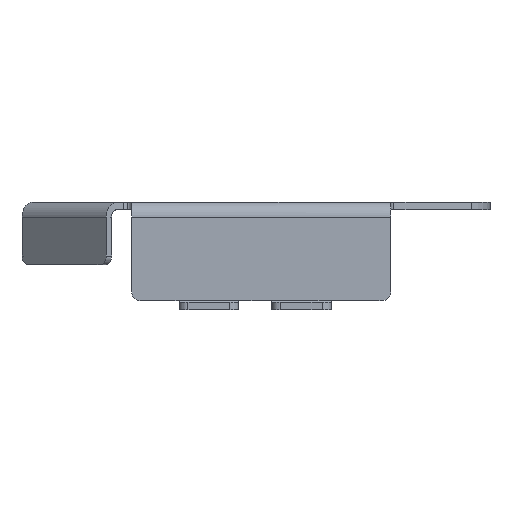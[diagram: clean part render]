
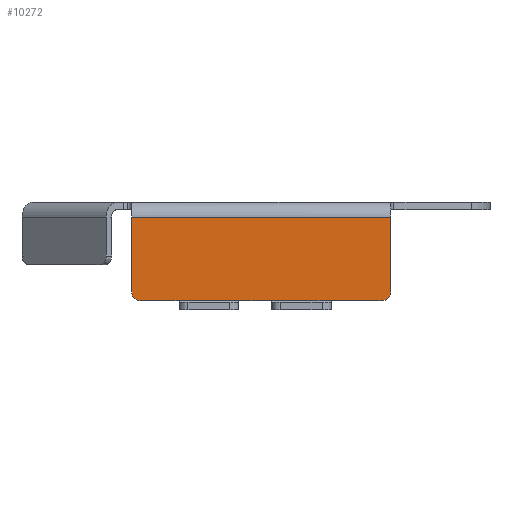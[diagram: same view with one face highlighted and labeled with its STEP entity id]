
A CAD part, left-side view. The second image highlights one B-rep face of the part: STEP entity #10272.
In plain terms, the highlighted planar face has unit normal (-1, 0, 0).
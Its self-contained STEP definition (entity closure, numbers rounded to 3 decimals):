
#62 = EDGE_CURVE ( 'NONE', #3701, #18634, #14167, .T. ) ;
#338 = CARTESIAN_POINT ( 'NONE',  ( -10.65, -2.283, 0.3 ) ) ;
#673 = VECTOR ( 'NONE', #9742, 1000. ) ;
#741 = CARTESIAN_POINT ( 'NONE',  ( -10.65, 2.817, 0.3 ) ) ;
#995 = VERTEX_POINT ( 'NONE', #14543 ) ;
#1516 = AXIS2_PLACEMENT_3D ( 'NONE', #16216, #6087, #10589 ) ;
#1803 = ORIENTED_EDGE ( 'NONE', *, *, #4237, .T. ) ;
#1838 = ORIENTED_EDGE ( 'NONE', *, *, #17910, .T. ) ;
#1864 = VECTOR ( 'NONE', #17383, 1000. ) ;
#1998 = CARTESIAN_POINT ( 'NONE',  ( -10.65, 4.41, 0.3 ) ) ;
#2059 = DIRECTION ( 'NONE',  ( 0., 0., 1. ) ) ;
#2264 = CARTESIAN_POINT ( 'NONE',  ( -10.65, -4.29, 3.35 ) ) ;
#2591 = VERTEX_POINT ( 'NONE', #17801 ) ;
#3120 = FACE_OUTER_BOUND ( 'NONE', #3568, .T. ) ;
#3313 = EDGE_CURVE ( 'NONE', #2591, #16247, #15531, .T. ) ;
#3413 = LINE ( 'NONE', #15197, #6921 ) ;
#3568 = EDGE_LOOP ( 'NONE', ( #14521, #6937, #11495, #12765, #7612, #1803, #1838, #10402, #12424, #18122 ) ) ;
#3676 = CARTESIAN_POINT ( 'NONE',  ( -10.65, -0.283, 0.3 ) ) ;
#3701 = VERTEX_POINT ( 'NONE', #17355 ) ;
#4106 = VERTEX_POINT ( 'NONE', #17777 ) ;
#4237 = EDGE_CURVE ( 'NONE', #18237, #6493, #17475, .T. ) ;
#4552 = PLANE ( 'NONE',  #1516 ) ;
#4686 = DIRECTION ( 'NONE',  ( 0., -1., 0. ) ) ;
#4732 = AXIS2_PLACEMENT_3D ( 'NONE', #6197, #16326, #7643 ) ;
#5105 = LINE ( 'NONE', #8183, #9224 ) ;
#5570 = DIRECTION ( 'NONE',  ( 0., -1., 0. ) ) ;
#5571 = EDGE_CURVE ( 'NONE', #995, #3701, #14039, .T. ) ;
#6087 = DIRECTION ( 'NONE',  ( -1., 0., 0. ) ) ;
#6120 = CARTESIAN_POINT ( 'NONE',  ( -10.65, -3.99, 0.6 ) ) ;
#6197 = CARTESIAN_POINT ( 'NONE',  ( -10.65, 4.11, 0.6 ) ) ;
#6493 = VERTEX_POINT ( 'NONE', #338 ) ;
#6921 = VECTOR ( 'NONE', #2059, 1000. ) ;
#6937 = ORIENTED_EDGE ( 'NONE', *, *, #14244, .T. ) ;
#7222 = CARTESIAN_POINT ( 'NONE',  ( -10.65, -2.283, 0.3 ) ) ;
#7612 = ORIENTED_EDGE ( 'NONE', *, *, #10559, .T. ) ;
#7643 = DIRECTION ( 'NONE',  ( 0., -1., 0. ) ) ;
#8183 = CARTESIAN_POINT ( 'NONE',  ( -10.65, 4.41, 0.3 ) ) ;
#8540 = DIRECTION ( 'NONE',  ( 0., -1., 0. ) ) ;
#8715 = CIRCLE ( 'NONE', #4732, 0.3 ) ;
#9057 = CARTESIAN_POINT ( 'NONE',  ( -10.65, 4.41, 0.6 ) ) ;
#9224 = VECTOR ( 'NONE', #12280, 1000. ) ;
#9742 = DIRECTION ( 'NONE',  ( 0., 0., 1. ) ) ;
#10187 = VECTOR ( 'NONE', #5570, 1000. ) ;
#10272 = ADVANCED_FACE ( 'NONE', ( #3120 ), #4552, .T. ) ;
#10402 = ORIENTED_EDGE ( 'NONE', *, *, #14003, .T. ) ;
#10559 = EDGE_CURVE ( 'NONE', #13210, #18237, #5105, .T. ) ;
#10589 = DIRECTION ( 'NONE',  ( 0., -1., 0. ) ) ;
#10622 = DIRECTION ( 'NONE',  ( -1., 0., 0. ) ) ;
#10921 = VERTEX_POINT ( 'NONE', #9057 ) ;
#11120 = VECTOR ( 'NONE', #12805, 1000. ) ;
#11495 = ORIENTED_EDGE ( 'NONE', *, *, #3313, .T. ) ;
#11741 = CIRCLE ( 'NONE', #14498, 0.3 ) ;
#12031 = EDGE_CURVE ( 'NONE', #16247, #13210, #12836, .T. ) ;
#12159 = LINE ( 'NONE', #1998, #14325 ) ;
#12280 = DIRECTION ( 'NONE',  ( 0., -1., 0. ) ) ;
#12424 = ORIENTED_EDGE ( 'NONE', *, *, #5571, .T. ) ;
#12640 = CARTESIAN_POINT ( 'NONE',  ( -10.65, 4.41, 0.3 ) ) ;
#12765 = ORIENTED_EDGE ( 'NONE', *, *, #12031, .T. ) ;
#12805 = DIRECTION ( 'NONE',  ( 0., 1., 0. ) ) ;
#12836 = LINE ( 'NONE', #18618, #10187 ) ;
#13210 = VERTEX_POINT ( 'NONE', #18495 ) ;
#13402 = DIRECTION ( 'NONE',  ( 0., -1., 0. ) ) ;
#14003 = EDGE_CURVE ( 'NONE', #4106, #995, #11741, .T. ) ;
#14039 = LINE ( 'NONE', #2264, #673 ) ;
#14055 = VECTOR ( 'NONE', #8540, 1000. ) ;
#14167 = LINE ( 'NONE', #15700, #11120 ) ;
#14244 = EDGE_CURVE ( 'NONE', #10921, #2591, #8715, .T. ) ;
#14325 = VECTOR ( 'NONE', #13402, 1000. ) ;
#14446 = EDGE_CURVE ( 'NONE', #10921, #18634, #3413, .T. ) ;
#14498 = AXIS2_PLACEMENT_3D ( 'NONE', #6120, #10622, #4686 ) ;
#14521 = ORIENTED_EDGE ( 'NONE', *, *, #14446, .F. ) ;
#14543 = CARTESIAN_POINT ( 'NONE',  ( -10.65, -4.29, 0.6 ) ) ;
#15197 = CARTESIAN_POINT ( 'NONE',  ( -10.65, 4.41, 3.35 ) ) ;
#15531 = LINE ( 'NONE', #12640, #14055 ) ;
#15700 = CARTESIAN_POINT ( 'NONE',  ( -10.65, 0., 3.1 ) ) ;
#16216 = CARTESIAN_POINT ( 'NONE',  ( -10.65, 0., 3.35 ) ) ;
#16247 = VERTEX_POINT ( 'NONE', #741 ) ;
#16326 = DIRECTION ( 'NONE',  ( -1., 0., 0. ) ) ;
#17023 = CARTESIAN_POINT ( 'NONE',  ( -10.65, 4.41, 3.1 ) ) ;
#17355 = CARTESIAN_POINT ( 'NONE',  ( -10.65, -4.29, 3.1 ) ) ;
#17383 = DIRECTION ( 'NONE',  ( 0., -1., 0. ) ) ;
#17475 = LINE ( 'NONE', #7222, #1864 ) ;
#17777 = CARTESIAN_POINT ( 'NONE',  ( -10.65, -3.99, 0.3 ) ) ;
#17801 = CARTESIAN_POINT ( 'NONE',  ( -10.65, 4.11, 0.3 ) ) ;
#17910 = EDGE_CURVE ( 'NONE', #6493, #4106, #12159, .T. ) ;
#18122 = ORIENTED_EDGE ( 'NONE', *, *, #62, .T. ) ;
#18237 = VERTEX_POINT ( 'NONE', #3676 ) ;
#18495 = CARTESIAN_POINT ( 'NONE',  ( -10.65, 0.817, 0.3 ) ) ;
#18618 = CARTESIAN_POINT ( 'NONE',  ( -10.65, 0.817, 0.3 ) ) ;
#18634 = VERTEX_POINT ( 'NONE', #17023 ) ;
